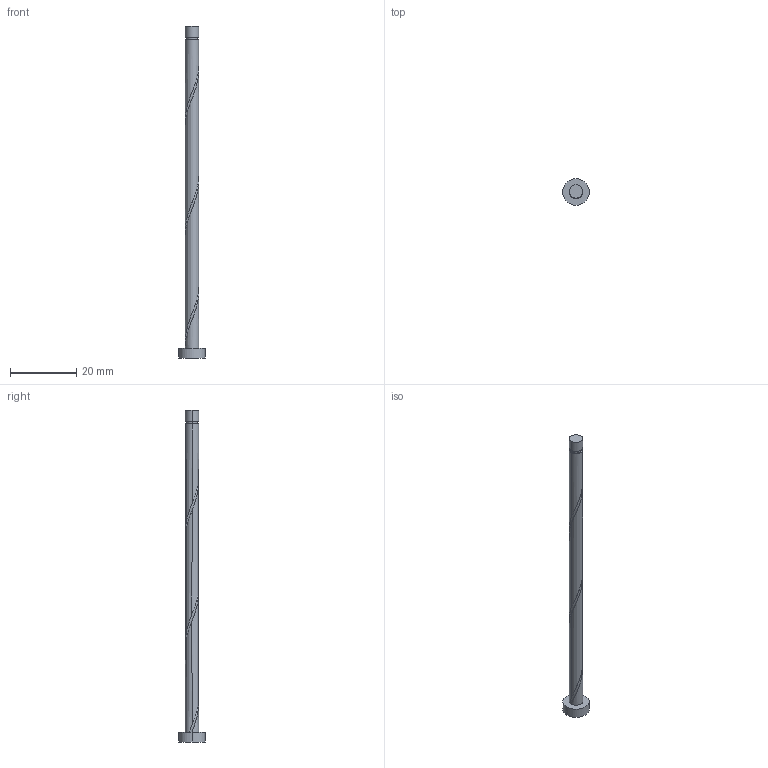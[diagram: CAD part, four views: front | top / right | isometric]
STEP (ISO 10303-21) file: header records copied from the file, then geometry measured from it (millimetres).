
FILE_DESCRIPTION (( 'STEP AP203' ), '1' );
FILE_NAME ('2496.STEP', '2025-03-19T22:57:46', ( '' ), ( '' ), 'SwSTEP 2.0', 'SolidWorks 2019', '' );
FILE_SCHEMA (( 'CONFIG_CONTROL_DESIGN' ));
Length unit declared in the file: millimetre
Products named in the file (1): 2496
Bounding box: 8 x 8 x 100 mm (x, y, z)
Volume: 1343 mm3; surface area: 1446 mm2
Topology: 1 solids, 1 shells, 22 faces, 56 edges, 37 vertices
Faces by surface type: cylinder 15, plane 5, bspline 2
Entity records: 2152 total; most frequent: CARTESIAN_POINT 1593, ORIENTED_EDGE 112, DIRECTION 94, EDGE_CURVE 56, AXIS2_PLACEMENT_3D 40, VERTEX_POINT 37, EDGE_LOOP 25, FACE_OUTER_BOUND 22
